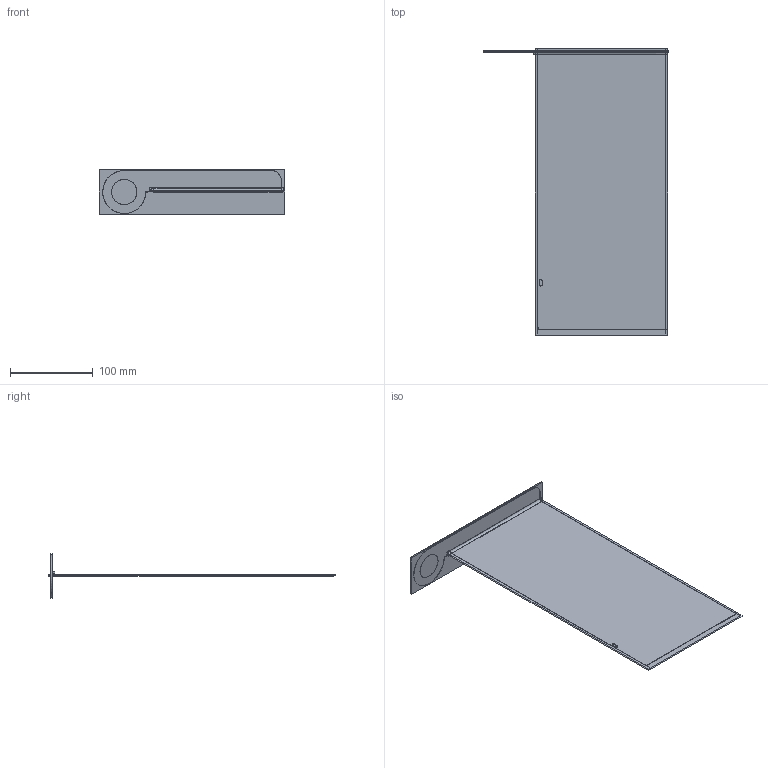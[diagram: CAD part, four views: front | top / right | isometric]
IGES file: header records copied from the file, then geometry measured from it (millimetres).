
Start section:  PTC IGES file: 211869.igs
Global section: file name: 211869.igs; native system: Creo Parametric by PTC Inc.; preprocessor: 2018300; author: pdmadmin; organization: Unknown; date: 20190503.141652; units: millimetre
Bounding box: 224.67 x 346.84 x 54.08 mm (x, y, z)
Volume: 108782.9 mm3; surface area: 569920.1 mm2
Topology: 1 solids, 1 shells, 956 faces, 4644 edges, 5570 vertices
Faces by surface type: bspline 930, revolution 26
